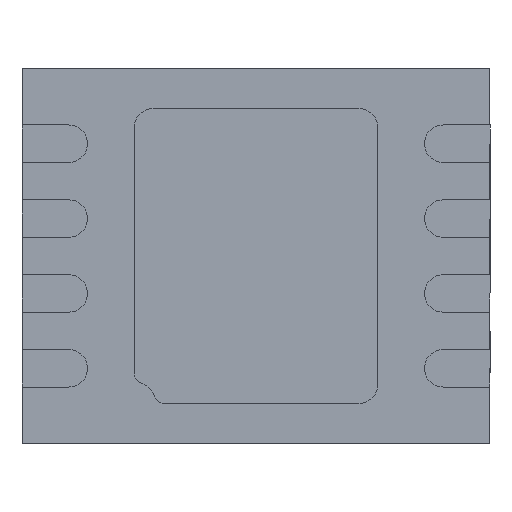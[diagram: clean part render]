
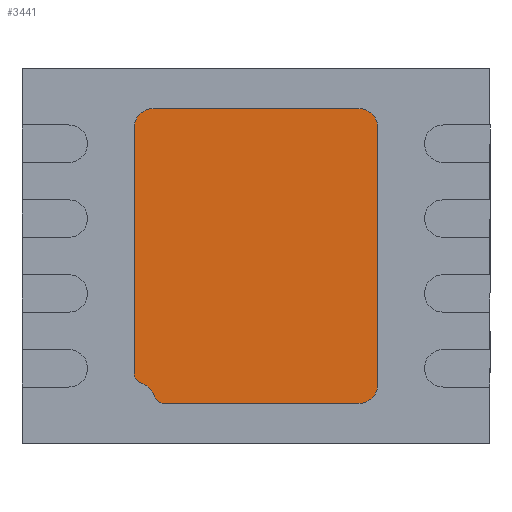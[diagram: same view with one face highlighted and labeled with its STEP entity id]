
A CAD part, front view. The second image highlights one B-rep face of the part: STEP entity #3441.
In plain terms, the highlighted planar face has unit normal (0, -1, 0).
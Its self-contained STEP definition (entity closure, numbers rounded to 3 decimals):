
#27 = CARTESIAN_POINT ( 'NONE',  ( 0.55, 0., 0.688 ) ) ;
#35 = VECTOR ( 'NONE', #1887, 1000. ) ;
#157 = DIRECTION ( 'NONE',  ( 0., -1., 0. ) ) ;
#179 = CIRCLE ( 'NONE', #902, 0.1 ) ;
#215 = ORIENTED_EDGE ( 'NONE', *, *, #1053, .T. ) ;
#272 = CIRCLE ( 'NONE', #2532, 0.05 ) ;
#285 = DIRECTION ( 'NONE',  ( 0., -1., 0. ) ) ;
#334 = VERTEX_POINT ( 'NONE', #3858 ) ;
#336 = PLANE ( 'NONE',  #3914 ) ;
#356 = EDGE_CURVE ( 'NONE', #3552, #2097, #179, .T. ) ;
#377 = CARTESIAN_POINT ( 'NONE',  ( -0.65, 0., -0.788 ) ) ;
#656 = CARTESIAN_POINT ( 'NONE',  ( 0.65, 0., 0.688 ) ) ;
#696 = AXIS2_PLACEMENT_3D ( 'NONE', #3444, #3469, #3774 ) ;
#813 = ORIENTED_EDGE ( 'NONE', *, *, #2962, .F. ) ;
#862 = LINE ( 'NONE', #3379, #35 ) ;
#902 = AXIS2_PLACEMENT_3D ( 'NONE', #27, #1292, #2592 ) ;
#939 = DIRECTION ( 'NONE',  ( 0., 0., -1. ) ) ;
#946 = FACE_OUTER_BOUND ( 'NONE', #2216, .T. ) ;
#972 = DIRECTION ( 'NONE',  ( 0., 0., -1. ) ) ;
#1010 = DIRECTION ( 'NONE',  ( 0., -1., 0. ) ) ;
#1053 = EDGE_CURVE ( 'NONE', #1833, #1822, #3114, .T. ) ;
#1086 = CARTESIAN_POINT ( 'NONE',  ( 0.55, 0., -0.688 ) ) ;
#1125 = ORIENTED_EDGE ( 'NONE', *, *, #3009, .T. ) ;
#1139 = VECTOR ( 'NONE', #1466, 1000. ) ;
#1145 = AXIS2_PLACEMENT_3D ( 'NONE', #3317, #157, #2985 ) ;
#1208 = ORIENTED_EDGE ( 'NONE', *, *, #2275, .T. ) ;
#1292 = DIRECTION ( 'NONE',  ( 0., -1., 0. ) ) ;
#1389 = AXIS2_PLACEMENT_3D ( 'NONE', #1086, #2647, #3296 ) ;
#1440 = CIRCLE ( 'NONE', #3496, 0.115 ) ;
#1466 = DIRECTION ( 'NONE',  ( 1., 0., 0. ) ) ;
#1544 = DIRECTION ( 'NONE',  ( 0., 0., -1. ) ) ;
#1550 = ORIENTED_EDGE ( 'NONE', *, *, #3990, .T. ) ;
#1602 = DIRECTION ( 'NONE',  ( 0., 0., -1. ) ) ;
#1693 = EDGE_CURVE ( 'NONE', #2050, #3682, #4022, .T. ) ;
#1742 = CIRCLE ( 'NONE', #696, 0.05 ) ;
#1822 = VERTEX_POINT ( 'NONE', #2420 ) ;
#1833 = VERTEX_POINT ( 'NONE', #3986 ) ;
#1887 = DIRECTION ( 'NONE',  ( 0., 0., 1. ) ) ;
#1893 = CARTESIAN_POINT ( 'NONE',  ( -0.54, 0., -0.753 ) ) ;
#1999 = VERTEX_POINT ( 'NONE', #2565 ) ;
#2050 = VERTEX_POINT ( 'NONE', #3564 ) ;
#2097 = VERTEX_POINT ( 'NONE', #3873 ) ;
#2158 = LINE ( 'NONE', #3426, #3647 ) ;
#2216 = EDGE_LOOP ( 'NONE', ( #813, #2726, #2480, #1125, #1550, #3222, #1208, #3315, #215, #3759 ) ) ;
#2275 = EDGE_CURVE ( 'NONE', #2097, #334, #2158, .T. ) ;
#2346 = EDGE_CURVE ( 'NONE', #1822, #1999, #272, .T. ) ;
#2403 = EDGE_CURVE ( 'NONE', #334, #1833, #3594, .T. ) ;
#2420 = CARTESIAN_POINT ( 'NONE',  ( -0.65, 0., -0.63 ) ) ;
#2480 = ORIENTED_EDGE ( 'NONE', *, *, #1693, .T. ) ;
#2532 = AXIS2_PLACEMENT_3D ( 'NONE', #3802, #4077, #972 ) ;
#2565 = CARTESIAN_POINT ( 'NONE',  ( -0.615, 0., -0.678 ) ) ;
#2592 = DIRECTION ( 'NONE',  ( 0., 0., -1. ) ) ;
#2596 = VECTOR ( 'NONE', #1544, 1000. ) ;
#2636 = CIRCLE ( 'NONE', #1389, 0.1 ) ;
#2647 = DIRECTION ( 'NONE',  ( 0., -1., 0. ) ) ;
#2726 = ORIENTED_EDGE ( 'NONE', *, *, #4032, .T. ) ;
#2962 = EDGE_CURVE ( 'NONE', #3709, #1999, #1440, .T. ) ;
#2985 = DIRECTION ( 'NONE',  ( 0., 0., -1. ) ) ;
#3009 = EDGE_CURVE ( 'NONE', #3682, #3059, #2636, .T. ) ;
#3059 = VERTEX_POINT ( 'NONE', #3311 ) ;
#3114 = LINE ( 'NONE', #3749, #2596 ) ;
#3115 = DIRECTION ( 'NONE',  ( -1., 0., 0. ) ) ;
#3222 = ORIENTED_EDGE ( 'NONE', *, *, #356, .T. ) ;
#3296 = DIRECTION ( 'NONE',  ( 0., 0., -1. ) ) ;
#3311 = CARTESIAN_POINT ( 'NONE',  ( 0.65, 0., -0.688 ) ) ;
#3315 = ORIENTED_EDGE ( 'NONE', *, *, #2403, .T. ) ;
#3317 = CARTESIAN_POINT ( 'NONE',  ( -0.55, 0., 0.687 ) ) ;
#3379 = CARTESIAN_POINT ( 'NONE',  ( 0.65, 0., 0.788 ) ) ;
#3426 = CARTESIAN_POINT ( 'NONE',  ( 0.65, 0., 0.788 ) ) ;
#3429 = CARTESIAN_POINT ( 'NONE',  ( 0.55, 0., -0.787 ) ) ;
#3441 = ADVANCED_FACE ( 'NONE', ( #946 ), #336, .T. ) ;
#3444 = CARTESIAN_POINT ( 'NONE',  ( -0.493, 0., -0.738 ) ) ;
#3469 = DIRECTION ( 'NONE',  ( 0., -1., 0. ) ) ;
#3496 = AXIS2_PLACEMENT_3D ( 'NONE', #377, #285, #939 ) ;
#3552 = VERTEX_POINT ( 'NONE', #656 ) ;
#3564 = CARTESIAN_POINT ( 'NONE',  ( -0.493, 0., -0.788 ) ) ;
#3594 = CIRCLE ( 'NONE', #1145, 0.1 ) ;
#3647 = VECTOR ( 'NONE', #3115, 1000. ) ;
#3674 = CARTESIAN_POINT ( 'NONE',  ( 0.65, 0., -0.787 ) ) ;
#3682 = VERTEX_POINT ( 'NONE', #3429 ) ;
#3709 = VERTEX_POINT ( 'NONE', #1893 ) ;
#3749 = CARTESIAN_POINT ( 'NONE',  ( -0.65, 0., 0.787 ) ) ;
#3759 = ORIENTED_EDGE ( 'NONE', *, *, #2346, .T. ) ;
#3774 = DIRECTION ( 'NONE',  ( 0., 0., -1. ) ) ;
#3802 = CARTESIAN_POINT ( 'NONE',  ( -0.6, 0., -0.63 ) ) ;
#3858 = CARTESIAN_POINT ( 'NONE',  ( -0.55, 0., 0.787 ) ) ;
#3873 = CARTESIAN_POINT ( 'NONE',  ( 0.55, 0., 0.788 ) ) ;
#3914 = AXIS2_PLACEMENT_3D ( 'NONE', #4073, #1010, #1602 ) ;
#3986 = CARTESIAN_POINT ( 'NONE',  ( -0.65, 0., 0.687 ) ) ;
#3990 = EDGE_CURVE ( 'NONE', #3059, #3552, #862, .T. ) ;
#4022 = LINE ( 'NONE', #3674, #1139 ) ;
#4032 = EDGE_CURVE ( 'NONE', #3709, #2050, #1742, .T. ) ;
#4073 = CARTESIAN_POINT ( 'NONE',  ( 0., 0., 0. ) ) ;
#4077 = DIRECTION ( 'NONE',  ( 0., -1., 0. ) ) ;
